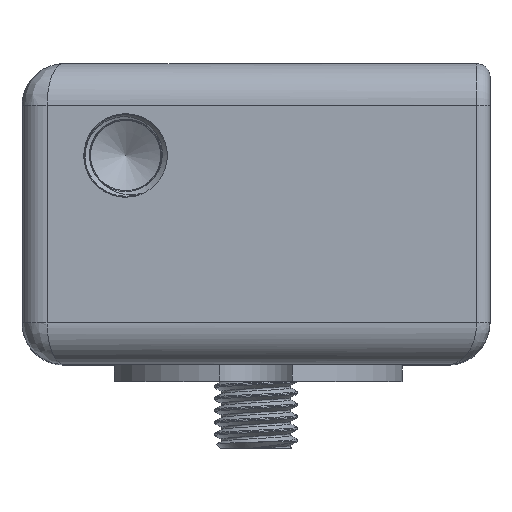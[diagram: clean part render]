
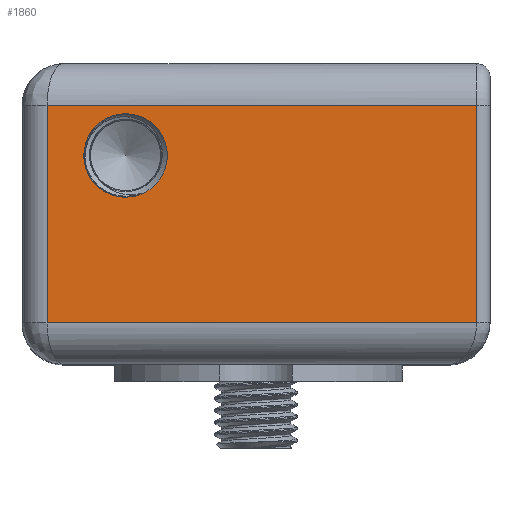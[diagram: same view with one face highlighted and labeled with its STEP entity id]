
A CAD part, top view. The second image highlights one B-rep face of the part: STEP entity #1860.
In plain terms, the highlighted planar face has unit normal (0, 0, 1).
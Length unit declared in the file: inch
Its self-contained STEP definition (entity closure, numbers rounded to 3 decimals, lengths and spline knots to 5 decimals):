
#198=FACE_BOUND('',#443,.T.);
#297=FACE_OUTER_BOUND('',#442,.T.);
#442=EDGE_LOOP('',(#1486,#1487,#1488,#1489));
#443=EDGE_LOOP('',(#1490));
#531=CIRCLE('',#2029,0.125);
#638=LINE('',#8700,#719);
#643=LINE('',#8744,#724);
#644=LINE('',#8800,#725);
#645=LINE('',#8834,#726);
#719=VECTOR('',#2446,0.3937);
#724=VECTOR('',#2463,0.3937);
#725=VECTOR('',#2512,0.3937);
#726=VECTOR('',#2519,0.3937);
#816=VERTEX_POINT('',#3914);
#854=VERTEX_POINT('',#8692);
#856=VERTEX_POINT('',#8698);
#859=VERTEX_POINT('',#8743);
#860=VERTEX_POINT('',#8798);
#998=EDGE_CURVE('',#816,#816,#531,.T.);
#1059=EDGE_CURVE('',#856,#854,#638,.T.);
#1067=EDGE_CURVE('',#854,#859,#643,.T.);
#1083=EDGE_CURVE('',#859,#860,#644,.T.);
#1086=EDGE_CURVE('',#860,#856,#645,.T.);
#1486=ORIENTED_EDGE('',*,*,#1059,.F.);
#1487=ORIENTED_EDGE('',*,*,#1086,.F.);
#1488=ORIENTED_EDGE('',*,*,#1083,.F.);
#1489=ORIENTED_EDGE('',*,*,#1067,.F.);
#1490=ORIENTED_EDGE('',*,*,#998,.T.);
#1640=PLANE('',#2096);
#1860=ADVANCED_FACE('',(#297,#198),#1640,.T.);
#2029=AXIS2_PLACEMENT_3D('',#3915,#2362,#2363);
#2096=AXIS2_PLACEMENT_3D('',#8833,#2517,#2518);
#2362=DIRECTION('center_axis',(0.,0.,-1.));
#2363=DIRECTION('ref_axis',(0.,1.,0.));
#2446=DIRECTION('',(0.,1.,0.));
#2463=DIRECTION('',(1.,0.,0.));
#2512=DIRECTION('',(0.,-1.,0.));
#2517=DIRECTION('center_axis',(0.,0.,1.));
#2518=DIRECTION('ref_axis',(1.,0.,0.));
#2519=DIRECTION('',(-1.,0.,0.));
#3914=CARTESIAN_POINT('',(-0.38642,0.07487,0.69642));
#3915=CARTESIAN_POINT('Origin',(-0.38642,0.19987,0.69642));
#8692=CARTESIAN_POINT('',(-0.62142,0.34987,0.69642));
#8698=CARTESIAN_POINT('',(-0.62142,-0.30013,0.69642));
#8700=CARTESIAN_POINT('',(-0.62142,-0.42513,0.69642));
#8743=CARTESIAN_POINT('',(0.66358,0.34987,0.69642));
#8744=CARTESIAN_POINT('',(-0.34642,0.34987,0.69642));
#8798=CARTESIAN_POINT('',(0.66358,-0.30013,0.69642));
#8800=CARTESIAN_POINT('',(0.66358,-0.42513,0.69642));
#8833=CARTESIAN_POINT('Origin',(-0.69642,-0.42513,0.69642));
#8834=CARTESIAN_POINT('',(-0.34642,-0.30013,0.69642));
